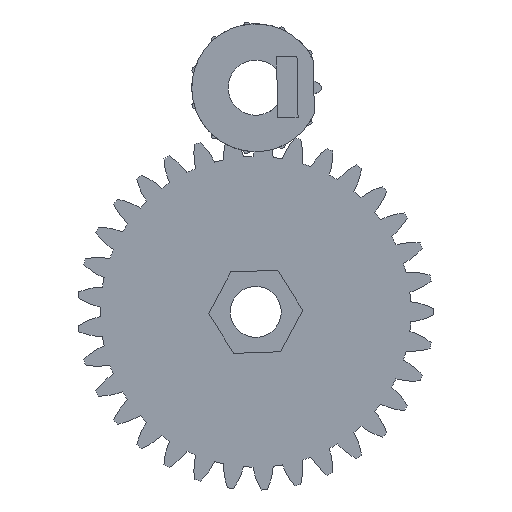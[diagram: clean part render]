
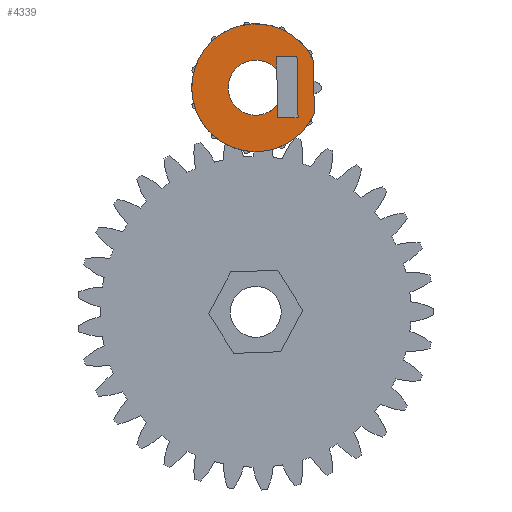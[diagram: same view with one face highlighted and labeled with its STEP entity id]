
A CAD part, left-side view. The second image highlights one B-rep face of the part: STEP entity #4339.
In plain terms, the highlighted planar face has unit normal (-1, 0, 0).
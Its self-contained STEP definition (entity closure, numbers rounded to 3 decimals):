
#245=FACE_BOUND('',#1096,.T.);
#513=CIRCLE('',#4822,2.7);
#515=CIRCLE('',#4824,2.7);
#619=CIRCLE('',#4971,6.274);
#849=FACE_OUTER_BOUND('',#1095,.T.);
#1095=EDGE_LOOP('',(#3833,#3834));
#1096=EDGE_LOOP('',(#3835,#3836,#3837,#3838,#3839,#3840,#3841));
#1326=LINE('',#7635,#1561);
#1328=LINE('',#7639,#1563);
#1330=LINE('',#7643,#1565);
#1332=LINE('',#7649,#1567);
#1334=LINE('',#7652,#1569);
#1341=LINE('',#7936,#1576);
#1561=VECTOR('',#6198,10.);
#1563=VECTOR('',#6202,10.);
#1565=VECTOR('',#6206,10.);
#1567=VECTOR('',#6212,10.);
#1569=VECTOR('',#6216,10.);
#1576=VECTOR('',#6383,10.);
#1905=VERTEX_POINT('',#7488);
#1906=VERTEX_POINT('',#7490);
#1908=VERTEX_POINT('',#7495);
#1969=VERTEX_POINT('',#7634);
#1970=VERTEX_POINT('',#7638);
#1971=VERTEX_POINT('',#7642);
#1973=VERTEX_POINT('',#7648);
#2043=VERTEX_POINT('',#7933);
#2044=VERTEX_POINT('',#7935);
#2491=EDGE_CURVE('',#1906,#1905,#513,.T.);
#2494=EDGE_CURVE('',#1908,#1906,#515,.T.);
#2563=EDGE_CURVE('',#1969,#1908,#1326,.T.);
#2565=EDGE_CURVE('',#1970,#1969,#1328,.T.);
#2567=EDGE_CURVE('',#1971,#1970,#1330,.T.);
#2570=EDGE_CURVE('',#1905,#1973,#1332,.T.);
#2572=EDGE_CURVE('',#1973,#1971,#1334,.T.);
#2656=EDGE_CURVE('',#2044,#2043,#1341,.T.);
#2659=EDGE_CURVE('',#2043,#2044,#619,.T.);
#3833=ORIENTED_EDGE('',*,*,#2656,.T.);
#3834=ORIENTED_EDGE('',*,*,#2659,.T.);
#3835=ORIENTED_EDGE('',*,*,#2570,.T.);
#3836=ORIENTED_EDGE('',*,*,#2572,.T.);
#3837=ORIENTED_EDGE('',*,*,#2567,.T.);
#3838=ORIENTED_EDGE('',*,*,#2565,.T.);
#3839=ORIENTED_EDGE('',*,*,#2563,.T.);
#3840=ORIENTED_EDGE('',*,*,#2494,.T.);
#3841=ORIENTED_EDGE('',*,*,#2491,.T.);
#4143=PLANE('',#4982);
#4339=ADVANCED_FACE('',(#849,#245),#4143,.T.);
#4822=AXIS2_PLACEMENT_3D('',#7491,#6054,#6055);
#4824=AXIS2_PLACEMENT_3D('',#7496,#6059,#6060);
#4971=AXIS2_PLACEMENT_3D('',#7940,#6388,#6389);
#4982=AXIS2_PLACEMENT_3D('',#7951,#6410,#6411);
#6054=DIRECTION('center_axis',(1.,0.,0.));
#6055=DIRECTION('ref_axis',(0.,0.,1.));
#6059=DIRECTION('center_axis',(1.,0.,0.));
#6060=DIRECTION('ref_axis',(0.,0.,1.));
#6198=DIRECTION('',(0.,0.017,1.));
#6202=DIRECTION('',(0.,1.,-0.017));
#6206=DIRECTION('',(0.,-0.017,-1.));
#6212=DIRECTION('',(0.,0.017,1.));
#6216=DIRECTION('',(0.,-1.,0.017));
#6383=DIRECTION('',(0.,0.017,1.));
#6388=DIRECTION('center_axis',(-1.,0.,0.));
#6389=DIRECTION('ref_axis',(0.,-0.902,0.431));
#6410=DIRECTION('center_axis',(-1.,0.,0.));
#6411=DIRECTION('ref_axis',(0.,0.,
1.));
#7488=CARTESIAN_POINT('',(-5.73,-2.073,23.731));
#7490=CARTESIAN_POINT('',(-5.73,0.,19.3));
#7491=CARTESIAN_POINT('Origin',(-5.73,0.,22.));
#7495=CARTESIAN_POINT('',(-5.73,-2.132,20.343));
#7496=CARTESIAN_POINT('Origin',(-5.73,0.,22.));
#7634=CARTESIAN_POINT('',(-5.73,-2.154,19.037));
#7635=CARTESIAN_POINT('',(-5.73,-2.117,21.192));
#7638=CARTESIAN_POINT('',(-5.73,-4.154,19.072));
#7639=CARTESIAN_POINT('',(-5.73,-0.973,19.017));
#7642=CARTESIAN_POINT('',(-5.73,-4.049,25.071));
#7643=CARTESIAN_POINT('',(-5.73,-4.128,20.574));
#7648=CARTESIAN_POINT('',(-5.73,-2.05,25.036));
#7649=CARTESIAN_POINT('',(-5.73,-2.076,23.539));
#7652=CARTESIAN_POINT('',(-5.73,-1.868,25.033));
#7933=CARTESIAN_POINT('',(-5.73,-5.66,24.706));
#7935=CARTESIAN_POINT('',(-5.73,-5.751,19.493));
#7936=CARTESIAN_POINT('',(-5.73,-5.751,19.493));
#7940=CARTESIAN_POINT('Origin',(-5.73,0.,22.));
#7951=CARTESIAN_POINT('Origin',(-5.73,0.261,22.));
